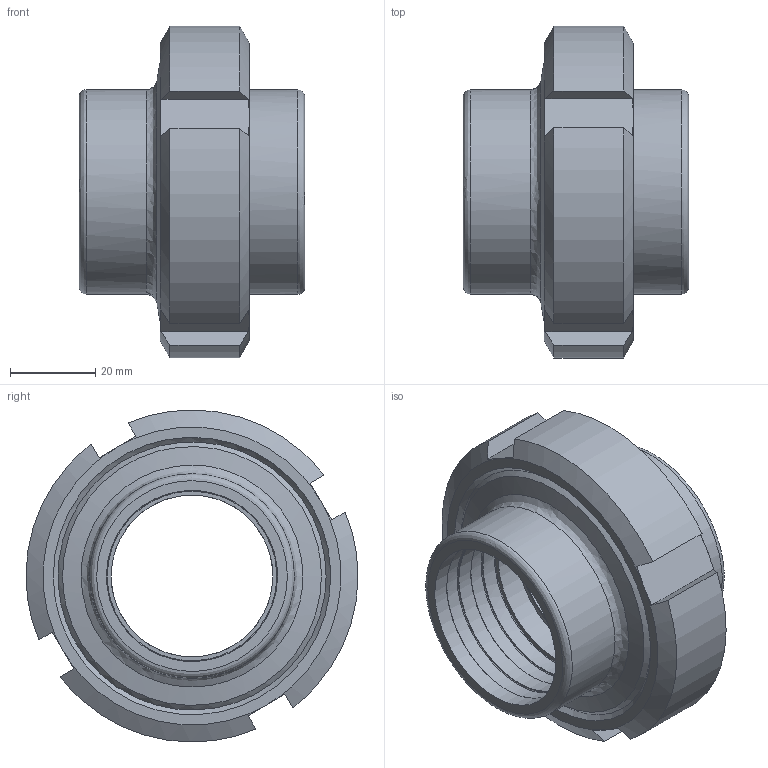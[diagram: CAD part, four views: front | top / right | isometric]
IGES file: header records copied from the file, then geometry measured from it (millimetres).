
Global section: file name: 20124040000; native system: Autodesk Inventor 2015; preprocessor: unknown; author: Struska Martin; date: 20160304.090538; units: millimetre
Bounding box: 53 x 78 x 78 mm (x, y, z)
Volume: 81696.1 mm3; surface area: 31164.5 mm2
Topology: 1 solids, 2 shells, 84 faces, 239 edges, 173 vertices
Faces by surface type: bspline 84
